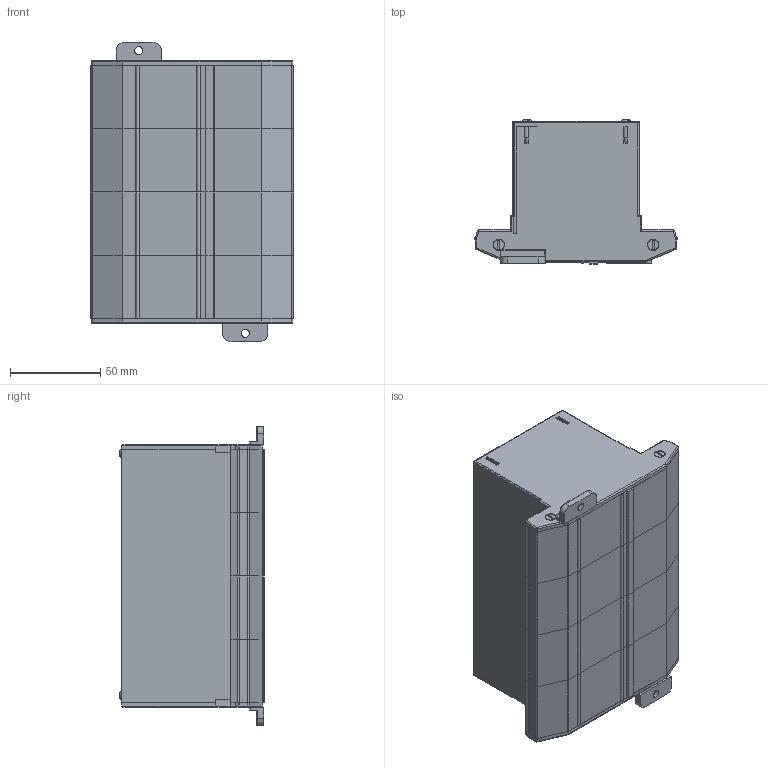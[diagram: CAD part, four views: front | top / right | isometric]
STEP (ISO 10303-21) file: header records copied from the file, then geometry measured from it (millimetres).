
FILE_DESCRIPTION (( 'STEP AP214' ), '1' );
FILE_NAME ('UEWP-140.STEP', '2022-01-17T12:29:14', ( '' ), ( '' ), 'SwSTEP 2.0', 'SolidWorks 2017', '' );
FILE_SCHEMA (( 'AUTOMOTIVE_DESIGN' ));
Length unit declared in the file: millimetre
Products named in the file (36): End Plate Screw; Low Bracket UBRL; Horizontal PCB UE-140; Top Cover Screw; Spacer Piece; Vertical PCB UE; Top cover 140; Pin 140; Base PCB UEC 140; Pin 140 Solid; UEWP-140; End Piece UE
Assembly tree (24 placements, depth 2):
  End Plate Screw
  End Plate Screw
  Top Cover Screw
  Spacer Piece
  Low Bracket UBRL
Bounding box: 112.5 x 79.8 x 165.4 mm (x, y, z)
Volume: 204920.6 mm3; surface area: 245408.9 mm2
Topology: 24 solids, 24 shells, 1778 faces, 4736 edges, 3044 vertices
Faces by surface type: plane 976, cylinder 634, torus 92, cone 52, bspline 16, sphere 8
Entity records: 26898 total; most frequent: CARTESIAN_POINT 4761, DIRECTION 4498, ORIENTED_EDGE 4408, EDGE_CURVE 2204, AXIS2_PLACEMENT_3D 1502, VECTOR 1494, LINE 1494, VERTEX_POINT 1425
